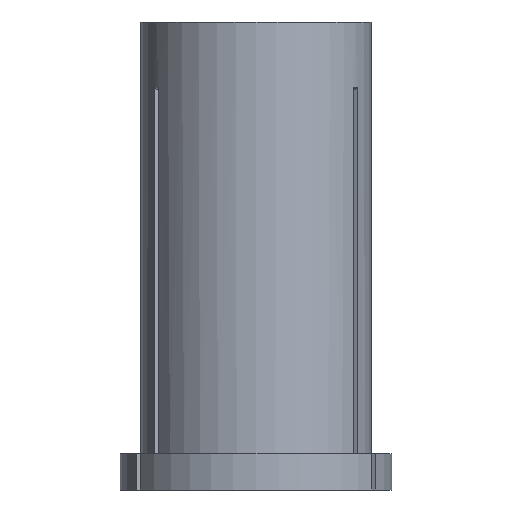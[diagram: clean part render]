
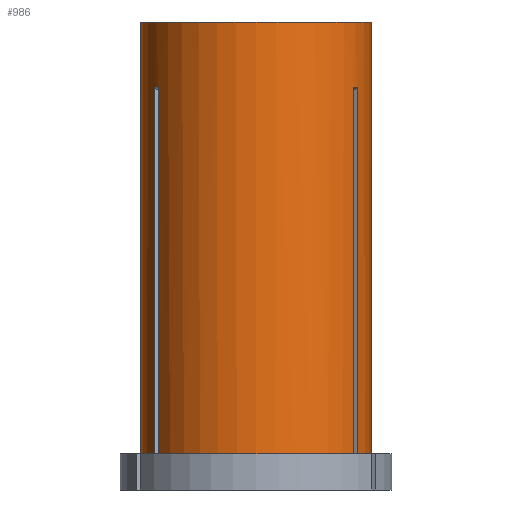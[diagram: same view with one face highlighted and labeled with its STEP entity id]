
A CAD part, front view. The second image highlights one B-rep face of the part: STEP entity #986.
In plain terms, the highlighted cylindrical face has radius 15.875 mm (diameter 31.75 mm), a partial arc.
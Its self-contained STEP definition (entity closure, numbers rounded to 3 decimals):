
#4 = CARTESIAN_POINT ( 'NONE',  ( -13.991, -7.501, -59.6 ) ) ;
#20 = CARTESIAN_POINT ( 'NONE',  ( 15.875, 0., -59.6 ) ) ;
#24 = EDGE_CURVE ( 'NONE', #481, #1220, #1147, .T. ) ;
#30 = CIRCLE ( 'NONE', #824, 15.875 ) ;
#54 = CARTESIAN_POINT ( 'NONE',  ( -13.664, -8.083, -9. ) ) ;
#56 = DIRECTION ( 'NONE',  ( 1., 0., 0. ) ) ;
#60 = CARTESIAN_POINT ( 'NONE',  ( -15.875, 0., 0. ) ) ;
#65 = CARTESIAN_POINT ( 'NONE',  ( 0., 0., -59.6 ) ) ;
#82 = VECTOR ( 'NONE', #185, 1000. ) ;
#111 = EDGE_CURVE ( 'NONE', #1024, #942, #442, .T. ) ;
#139 = CARTESIAN_POINT ( 'NONE',  ( 13.491, -8.367, -9.006 ) ) ;
#158 = CARTESIAN_POINT ( 'NONE',  ( -13.991, -7.501, -9.006 ) ) ;
#174 = DIRECTION ( 'NONE',  ( 0., 0., 1. ) ) ;
#185 = DIRECTION ( 'NONE',  ( 0., 0., 1. ) ) ;
#196 = VECTOR ( 'NONE', #985, 1000. ) ;
#211 = AXIS2_PLACEMENT_3D ( 'NONE', #505, #819, #395 ) ;
#222 = EDGE_CURVE ( 'NONE', #1209, #524, #1205, .T. ) ;
#239 = ORIENTED_EDGE ( 'NONE', *, *, #696, .T. ) ;
#273 = DIRECTION ( 'NONE',  ( 1., 0., 0. ) ) ;
#292 = DIRECTION ( 'NONE',  ( 0., 0., 1. ) ) ;
#297 = CARTESIAN_POINT ( 'NONE',  ( 13.991, -7.501, 0. ) ) ;
#299 = VERTEX_POINT ( 'NONE', #637 ) ;
#325 = ORIENTED_EDGE ( 'NONE', *, *, #1106, .F. ) ;
#349 = CARTESIAN_POINT ( 'NONE',  ( 15.875, 0., 0. ) ) ;
#395 = DIRECTION ( 'NONE',  ( 1., 0., 0. ) ) ;
#404 = DIRECTION ( 'NONE',  ( 1., 0., 0. ) ) ;
#408 = CARTESIAN_POINT ( 'NONE',  ( 13.491, -8.367, 0. ) ) ;
#419 = CARTESIAN_POINT ( 'NONE',  ( -15.875, 0., 0. ) ) ;
#441 = CARTESIAN_POINT ( 'NONE',  ( 13.991, -7.501, -59.6 ) ) ;
#442 = CIRCLE ( 'NONE', #764, 15.875 ) ;
#452 = LINE ( 'NONE', #1055, #1258 ) ;
#453 = CARTESIAN_POINT ( 'NONE',  ( -13.491, -8.367, -9.006 ) ) ;
#464 = ORIENTED_EDGE ( 'NONE', *, *, #1318, .T. ) ;
#481 = VERTEX_POINT ( 'NONE', #549 ) ;
#490 = CARTESIAN_POINT ( 'NONE',  ( -15.875, 0., -59.6 ) ) ;
#498 = LINE ( 'NONE', #772, #196 ) ;
#504 = AXIS2_PLACEMENT_3D ( 'NONE', #547, #1253, #861 ) ;
#505 = CARTESIAN_POINT ( 'NONE',  ( 0., 0., 0. ) ) ;
#521 = LINE ( 'NONE', #419, #82 ) ;
#524 = VERTEX_POINT ( 'NONE', #1183 ) ;
#541 = VECTOR ( 'NONE', #1157, 1000. ) ;
#547 = CARTESIAN_POINT ( 'NONE',  ( 0., 0., -59.6 ) ) ;
#548 = AXIS2_PLACEMENT_3D ( 'NONE', #65, #809, #56 ) ;
#549 = CARTESIAN_POINT ( 'NONE',  ( 13.491, -8.367, -9.006 ) ) ;
#553 = CARTESIAN_POINT ( 'NONE',  ( -13.491, -8.367, -59.6 ) ) ;
#578 = VERTEX_POINT ( 'NONE', #441 ) ;
#630 = VERTEX_POINT ( 'NONE', #349 ) ;
#637 = CARTESIAN_POINT ( 'NONE',  ( -13.991, -7.501, -9.006 ) ) ;
#696 = EDGE_CURVE ( 'NONE', #1289, #630, #1350, .T. ) ;
#700 = CARTESIAN_POINT ( 'NONE',  ( -13.831, -7.794, -9. ) ) ;
#728 = VERTEX_POINT ( 'NONE', #60 ) ;
#744 = EDGE_CURVE ( 'NONE', #578, #1289, #779, .T. ) ;
#754 = ORIENTED_EDGE ( 'NONE', *, *, #1188, .T. ) ;
#761 = CARTESIAN_POINT ( 'NONE',  ( 13.991, -7.501, -9.006 ) ) ;
#764 = AXIS2_PLACEMENT_3D ( 'NONE', #1246, #1351, #273 ) ;
#771 = ORIENTED_EDGE ( 'NONE', *, *, #222, .T. ) ;
#772 = CARTESIAN_POINT ( 'NONE',  ( -13.991, -7.501, 0. ) ) ;
#779 = CIRCLE ( 'NONE', #548, 15.875 ) ;
#790 = CYLINDRICAL_SURFACE ( 'NONE', #211, 15.875 ) ;
#801 = EDGE_LOOP ( 'NONE', ( #325, #1295, #464, #805, #1044, #771, #754, #1026, #1161, #1277, #239, #937 ) ) ;
#802 = VECTOR ( 'NONE', #1249, 1000. ) ;
#805 = ORIENTED_EDGE ( 'NONE', *, *, #1004, .T. ) ;
#806 = CARTESIAN_POINT ( 'NONE',  ( 13.58, -8.224, -9.002 ) ) ;
#809 = DIRECTION ( 'NONE',  ( 0., 0., 1. ) ) ;
#812 = DIRECTION ( 'NONE',  ( 0., 0., 1. ) ) ;
#819 = DIRECTION ( 'NONE',  ( 0., 0., 1. ) ) ;
#824 = AXIS2_PLACEMENT_3D ( 'NONE', #1252, #292, #404 ) ;
#861 = DIRECTION ( 'NONE',  ( 1., 0., 0. ) ) ;
#901 = CARTESIAN_POINT ( 'NONE',  ( 13.751, -7.938, -8.998 ) ) ;
#908 = EDGE_CURVE ( 'NONE', #728, #630, #30, .T. ) ;
#919 = CARTESIAN_POINT ( 'NONE',  ( -13.579, -8.226, -9.002 ) ) ;
#937 = ORIENTED_EDGE ( 'NONE', *, *, #908, .F. ) ;
#942 = VERTEX_POINT ( 'NONE', #4 ) ;
#985 = DIRECTION ( 'NONE',  ( 0., 0., 1. ) ) ;
#986 = ADVANCED_FACE ( 'NONE', ( #1366 ), #790, .T. ) ;
#1001 = CARTESIAN_POINT ( 'NONE',  ( 13.991, -7.501, -9.006 ) ) ;
#1004 = EDGE_CURVE ( 'NONE', #299, #1331, #1245, .T. ) ;
#1015 = CARTESIAN_POINT ( 'NONE',  ( 15.875, 0., 0. ) ) ;
#1024 = VERTEX_POINT ( 'NONE', #490 ) ;
#1026 = ORIENTED_EDGE ( 'NONE', *, *, #24, .T. ) ;
#1044 = ORIENTED_EDGE ( 'NONE', *, *, #1073, .F. ) ;
#1055 = CARTESIAN_POINT ( 'NONE',  ( -13.491, -8.367, 0. ) ) ;
#1073 = EDGE_CURVE ( 'NONE', #1209, #1331, #452, .T. ) ;
#1106 = EDGE_CURVE ( 'NONE', #1024, #728, #521, .T. ) ;
#1107 = VECTOR ( 'NONE', #812, 1000. ) ;
#1125 = LINE ( 'NONE', #297, #802 ) ;
#1133 = CARTESIAN_POINT ( 'NONE',  ( -13.491, -8.367, -9.006 ) ) ;
#1147 = B_SPLINE_CURVE_WITH_KNOTS ( 'NONE', 3,
 ( #139, #806, #901, #1321, #1001 ),
 .UNSPECIFIED., .F., .F.,
 ( 4, 1, 4 ),
 ( 0.098, 0.098, 0.099 ),
 .UNSPECIFIED. ) ;
#1157 = DIRECTION ( 'NONE',  ( 0., 0., 1. ) ) ;
#1161 = ORIENTED_EDGE ( 'NONE', *, *, #1195, .F. ) ;
#1183 = CARTESIAN_POINT ( 'NONE',  ( 13.491, -8.367, -59.6 ) ) ;
#1188 = EDGE_CURVE ( 'NONE', #524, #481, #1255, .T. ) ;
#1195 = EDGE_CURVE ( 'NONE', #578, #1220, #1125, .T. ) ;
#1205 = CIRCLE ( 'NONE', #504, 15.875 ) ;
#1209 = VERTEX_POINT ( 'NONE', #553 ) ;
#1220 = VERTEX_POINT ( 'NONE', #761 ) ;
#1228 = CARTESIAN_POINT ( 'NONE',  ( -13.912, -7.648, -9.002 ) ) ;
#1245 = B_SPLINE_CURVE_WITH_KNOTS ( 'NONE', 3,
 ( #158, #1228, #700, #54, #919, #1133 ),
 .UNSPECIFIED., .F., .F.,
 ( 4, 2, 4 ),
 ( 0.089, 0.09, 0.09 ),
 .UNSPECIFIED. ) ;
#1246 = CARTESIAN_POINT ( 'NONE',  ( 0., 0., -59.6 ) ) ;
#1249 = DIRECTION ( 'NONE',  ( 0., 0., 1. ) ) ;
#1252 = CARTESIAN_POINT ( 'NONE',  ( 0., 0., 0. ) ) ;
#1253 = DIRECTION ( 'NONE',  ( 0., 0., 1. ) ) ;
#1255 = LINE ( 'NONE', #408, #541 ) ;
#1258 = VECTOR ( 'NONE', #174, 1000. ) ;
#1277 = ORIENTED_EDGE ( 'NONE', *, *, #744, .T. ) ;
#1289 = VERTEX_POINT ( 'NONE', #20 ) ;
#1295 = ORIENTED_EDGE ( 'NONE', *, *, #111, .T. ) ;
#1318 = EDGE_CURVE ( 'NONE', #942, #299, #498, .T. ) ;
#1321 = CARTESIAN_POINT ( 'NONE',  ( 13.913, -7.647, -9.002 ) ) ;
#1331 = VERTEX_POINT ( 'NONE', #453 ) ;
#1350 = LINE ( 'NONE', #1015, #1107 ) ;
#1351 = DIRECTION ( 'NONE',  ( 0., 0., 1. ) ) ;
#1366 = FACE_OUTER_BOUND ( 'NONE', #801, .T. ) ;
